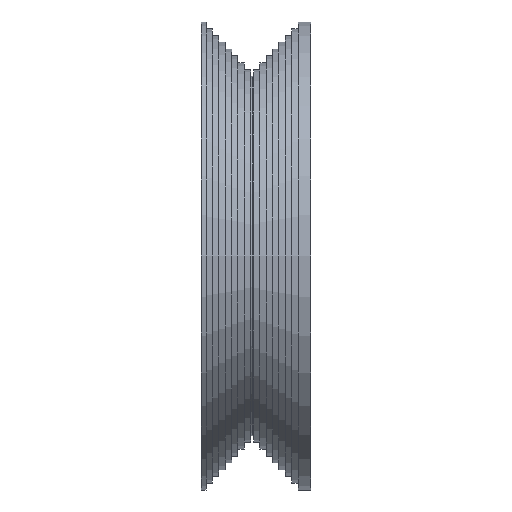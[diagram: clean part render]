
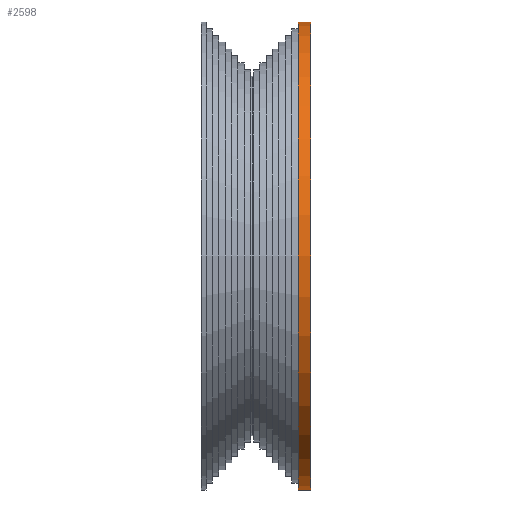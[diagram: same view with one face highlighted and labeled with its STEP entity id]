
A CAD part, left-side view. The second image highlights one B-rep face of the part: STEP entity #2598.
In plain terms, the highlighted cylindrical face has radius 35.894 mm (diameter 71.788 mm), a partial arc.
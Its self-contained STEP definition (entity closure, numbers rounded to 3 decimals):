
#11 = CARTESIAN_POINT ( 'NONE',  ( 0., 0., -35.894 ) ) ;
#119 = LINE ( 'NONE', #1225, #766 ) ;
#143 = CARTESIAN_POINT ( 'NONE',  ( 0., 1.95, 35.894 ) ) ;
#181 = VERTEX_POINT ( 'NONE', #2548 ) ;
#411 = EDGE_LOOP ( 'NONE', ( #477, #2485, #1357, #2952 ) ) ;
#438 = EDGE_CURVE ( 'NONE', #828, #1041, #2520, .T. ) ;
#477 = ORIENTED_EDGE ( 'NONE', *, *, #438, .F. ) ;
#574 = VERTEX_POINT ( 'NONE', #11 ) ;
#766 = VECTOR ( 'NONE', #1448, 1000. ) ;
#828 = VERTEX_POINT ( 'NONE', #143 ) ;
#897 = AXIS2_PLACEMENT_3D ( 'NONE', #1049, #2790, #3082 ) ;
#943 = FACE_OUTER_BOUND ( 'NONE', #411, .T. ) ;
#1017 = DIRECTION ( 'NONE',  ( 0., -1., 0. ) ) ;
#1041 = VERTEX_POINT ( 'NONE', #2487 ) ;
#1049 = CARTESIAN_POINT ( 'NONE',  ( 0., 1.95, 0. ) ) ;
#1138 = EDGE_CURVE ( 'NONE', #181, #574, #119, .T. ) ;
#1225 = CARTESIAN_POINT ( 'NONE',  ( 0., 1.2, -35.894 ) ) ;
#1276 = CARTESIAN_POINT ( 'NONE',  ( 0., 1.2, 35.894 ) ) ;
#1357 = ORIENTED_EDGE ( 'NONE', *, *, #1138, .T. ) ;
#1448 = DIRECTION ( 'NONE',  ( 0., -1., 0. ) ) ;
#1475 = DIRECTION ( 'NONE',  ( 0., 0., -1. ) ) ;
#1813 = DIRECTION ( 'NONE',  ( 0., 1., 0. ) ) ;
#1836 = EDGE_CURVE ( 'NONE', #181, #828, #2428, .T. ) ;
#1991 = CARTESIAN_POINT ( 'NONE',  ( 0., 1.2, 0. ) ) ;
#2005 = DIRECTION ( 'NONE',  ( 0., -1., 0. ) ) ;
#2006 = AXIS2_PLACEMENT_3D ( 'NONE', #3161, #1813, #2908 ) ;
#2228 = CIRCLE ( 'NONE', #2006, 35.894 ) ;
#2293 = AXIS2_PLACEMENT_3D ( 'NONE', #1991, #2005, #1475 ) ;
#2428 = CIRCLE ( 'NONE', #897, 35.894 ) ;
#2485 = ORIENTED_EDGE ( 'NONE', *, *, #1836, .F. ) ;
#2487 = CARTESIAN_POINT ( 'NONE',  ( 0., 0., 35.894 ) ) ;
#2520 = LINE ( 'NONE', #1276, #3345 ) ;
#2548 = CARTESIAN_POINT ( 'NONE',  ( 0., 1.95, -35.894 ) ) ;
#2598 = ADVANCED_FACE ( 'NONE', ( #943 ), #2814, .T. ) ;
#2790 = DIRECTION ( 'NONE',  ( 0., 1., 0. ) ) ;
#2814 = CYLINDRICAL_SURFACE ( 'NONE', #2293, 35.894 ) ;
#2908 = DIRECTION ( 'NONE',  ( 0., 0., 1. ) ) ;
#2952 = ORIENTED_EDGE ( 'NONE', *, *, #3356, .T. ) ;
#3082 = DIRECTION ( 'NONE',  ( 0., 0., 1. ) ) ;
#3161 = CARTESIAN_POINT ( 'NONE',  ( 0., 0., 0. ) ) ;
#3345 = VECTOR ( 'NONE', #1017, 1000. ) ;
#3356 = EDGE_CURVE ( 'NONE', #574, #1041, #2228, .T. ) ;
